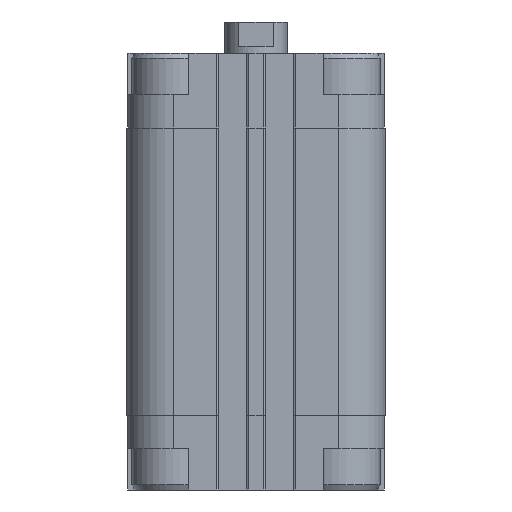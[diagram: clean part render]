
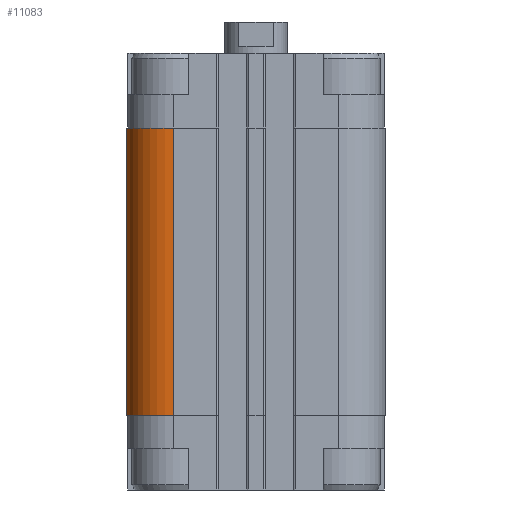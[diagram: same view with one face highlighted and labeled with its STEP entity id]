
A CAD part, front view. The second image highlights one B-rep face of the part: STEP entity #11083.
In plain terms, the highlighted cylindrical face has radius 9 mm (diameter 18 mm), a partial arc.
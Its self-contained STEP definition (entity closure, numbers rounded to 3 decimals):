
#559=LINE('',#17751,#1595);
#560=LINE('',#17753,#1596);
#1595=VECTOR('',#14031,1000.);
#1596=VECTOR('',#14034,1000.);
#2600=CYLINDRICAL_SURFACE('',#11994,9.);
#4249=ORIENTED_EDGE('',*,*,#7000,.F.);
#4250=ORIENTED_EDGE('',*,*,#7046,.F.);
#4251=ORIENTED_EDGE('',*,*,#6575,.T.);
#4252=ORIENTED_EDGE('',*,*,#7047,.T.);
#6575=EDGE_CURVE('',#8185,#8184,#9043,.T.);
#7000=EDGE_CURVE('',#8467,#8468,#9153,.T.);
#7046=EDGE_CURVE('',#8185,#8467,#559,.T.);
#7047=EDGE_CURVE('',#8184,#8468,#560,.T.);
#8184=VERTEX_POINT('',#16820);
#8185=VERTEX_POINT('',#16822);
#8467=VERTEX_POINT('',#17657);
#8468=VERTEX_POINT('',#17659);
#9043=CIRCLE('',#11698,9.);
#9153=CIRCLE('',#11937,9.);
#9563=EDGE_LOOP('',(#4249,#4250,#4251,#4252));
#10313=FACE_BOUND('',#9563,.T.);
#11083=ADVANCED_FACE('',(#10313),#2600,.T.);
#11698=AXIS2_PLACEMENT_3D('',#16821,#13098,#13099);
#11937=AXIS2_PLACEMENT_3D('',#17658,#13891,#13892);
#11994=AXIS2_PLACEMENT_3D('',#17752,#14032,#14033);
#13098=DIRECTION('',(0.,0.,1.));
#13099=DIRECTION('',(1.,0.,0.));
#13891=DIRECTION('',(0.,0.,1.));
#13892=DIRECTION('',(1.,0.,0.));
#14031=DIRECTION('',(0.,0.,1.));
#14032=DIRECTION('',(0.,0.,1.));
#14033=DIRECTION('',(1.,0.,0.));
#14034=DIRECTION('',(0.,0.,1.));
#16820=CARTESIAN_POINT('',(16.,25.,-70.));
#16821=CARTESIAN_POINT('',(16.,16.,-70.));
#16822=CARTESIAN_POINT('',(25.,16.,-70.));
#17657=CARTESIAN_POINT('',(25.,16.,-14.5));
#17658=CARTESIAN_POINT('',(16.,16.,-14.5));
#17659=CARTESIAN_POINT('',(16.,25.,-14.5));
#17751=CARTESIAN_POINT('',(25.,16.,-70.));
#17752=CARTESIAN_POINT('',(16.,16.,-70.));
#17753=CARTESIAN_POINT('',(16.,25.,-70.));
